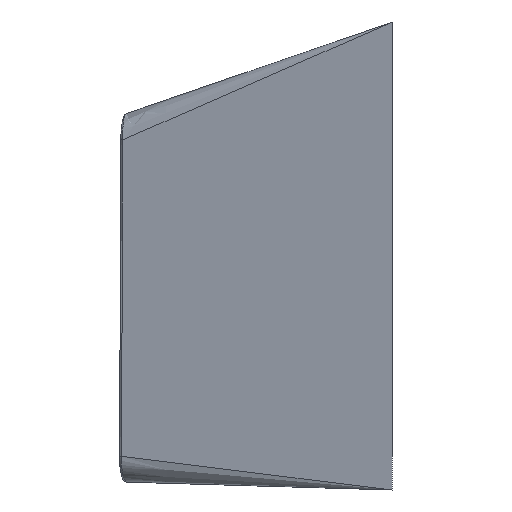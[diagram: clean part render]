
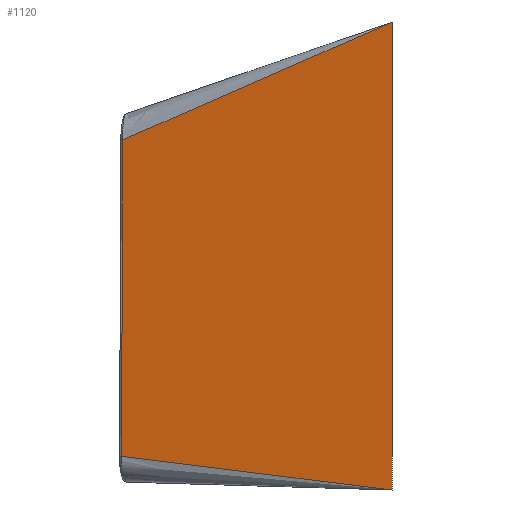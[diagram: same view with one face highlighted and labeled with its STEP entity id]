
A CAD part, left-side view. The second image highlights one B-rep face of the part: STEP entity #1120.
In plain terms, the highlighted free-form (B-spline) face has degree [3, 1] with [6, 2] control points.
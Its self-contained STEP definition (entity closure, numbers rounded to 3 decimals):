
#104 = CARTESIAN_POINT ( 'NONE',  ( 0., 0., 18. ) ) ;
#110 = CARTESIAN_POINT ( 'NONE',  ( 0.981, 3.874, 16.306 ) ) ;
#254 = VERTEX_POINT ( 'NONE', #1369 ) ;
#275 = EDGE_LOOP ( 'NONE', ( #324, #653, #1414, #700 ) ) ;
#276 = B_SPLINE_CURVE_WITH_KNOTS ( 'NONE', 3,
 ( #104, #110, #922, #1042 ),
 .UNSPECIFIED., .F., .F.,
 ( 4, 4 ),
 ( 0., 0.99 ),
 .UNSPECIFIED. ) ;
#324 = ORIENTED_EDGE ( 'NONE', *, *, #769, .T. ) ;
#338 = EDGE_CURVE ( 'NONE', #749, #1329, #994, .T. ) ;
#339 = CARTESIAN_POINT ( 'NONE',  ( 1.857, 7.369, 0.914 ) ) ;
#376 = CARTESIAN_POINT ( 'NONE',  ( 2.65, 10.462, 14.398 ) ) ;
#469 = CARTESIAN_POINT ( 'NONE',  ( 0.981, 3.895, 0.483 ) ) ;
#504 = CARTESIAN_POINT ( 'NONE',  ( 2.65, 10.5, 5.007 ) ) ;
#604 = VERTEX_POINT ( 'NONE', #1654 ) ;
#613 = B_SPLINE_CURVE_WITH_KNOTS ( 'NONE', 3,
 ( #1291, #339, #469, #1419 ),
 .UNSPECIFIED., .F., .F.,
 ( 4, 4 ),
 ( 0.01, 1. ),
 .UNSPECIFIED. ) ;
#625 = CARTESIAN_POINT ( 'NONE',  ( 2.65, 10.51, 2.66 ) ) ;
#636 = CARTESIAN_POINT ( 'NONE',  ( 2.65, 10.52, 0.312 ) ) ;
#641 = CARTESIAN_POINT ( 'NONE',  ( 0., 0., 12. ) ) ;
#653 = ORIENTED_EDGE ( 'NONE', *, *, #1140, .T. ) ;
#677 = CARTESIAN_POINT ( 'NONE',  ( 2.626, 10.413, 3.322 ) ) ;
#700 = ORIENTED_EDGE ( 'NONE', *, *, #338, .F. ) ;
#703 = B_SPLINE_SURFACE_WITH_KNOTS ( 'NONE', 3, 1, ( 
 ( #1179, #636 ),
 ( #1316, #625 ),
 ( #1572, #504 ),
 ( #641, #1589 ),
 ( #1046, #1027 ),
 ( #1734, #376 ) ),
 .UNSPECIFIED., .F., .F., .F.,
 ( 4, 2, 4 ),
 ( 2, 2 ),
 ( 0., 0.5, 1. ),
 ( 0., 1. ),
 .UNSPECIFIED. ) ;
#749 = VERTEX_POINT ( 'NONE', #898 ) ;
#769 = EDGE_CURVE ( 'NONE', #749, #254, #276, .T. ) ;
#779 = CARTESIAN_POINT ( 'NONE',  ( 2.626, 10.373, 13.465 ) ) ;
#898 = CARTESIAN_POINT ( 'NONE',  ( 0., 0., 18. ) ) ;
#921 = VECTOR ( 'NONE', #995, 1000. ) ;
#922 = CARTESIAN_POINT ( 'NONE',  ( 1.857, 7.332, 14.794 ) ) ;
#934 = CARTESIAN_POINT ( 'NONE',  ( 2.626, 10.389, 9.408 ) ) ;
#994 = LINE ( 'NONE', #1519, #921 ) ;
#995 = DIRECTION ( 'NONE',  ( 0., 0., -1. ) ) ;
#1027 = CARTESIAN_POINT ( 'NONE',  ( 2.65, 10.471, 12.05 ) ) ;
#1042 = CARTESIAN_POINT ( 'NONE',  ( 2.626, 10.373, 13.465 ) ) ;
#1046 = CARTESIAN_POINT ( 'NONE',  ( 0., 0., 15. ) ) ;
#1070 = CARTESIAN_POINT ( 'NONE',  ( 2.626, 10.421, 1.293 ) ) ;
#1120 = ADVANCED_FACE ( 'NONE', ( #1699 ), #703, .T. ) ;
#1140 = EDGE_CURVE ( 'NONE', #254, #604, #1325, .T. ) ;
#1179 = CARTESIAN_POINT ( 'NONE',  ( 0., 0., 0. ) ) ;
#1184 = CARTESIAN_POINT ( 'NONE',  ( 2.626, 10.381, 11.436 ) ) ;
#1224 = CARTESIAN_POINT ( 'NONE',  ( 0., 0., 0. ) ) ;
#1291 = CARTESIAN_POINT ( 'NONE',  ( 2.626, 10.421, 1.293 ) ) ;
#1316 = CARTESIAN_POINT ( 'NONE',  ( 0., 0., 3. ) ) ;
#1325 = B_SPLINE_CURVE_WITH_KNOTS ( 'NONE', 3,
 ( #779, #1184, #934, #1759, #1751, #677, #1070 ),
 .UNSPECIFIED., .F., .F.,
 ( 4, 3, 4 ),
 ( 0., 0.006, 0.012 ),
 .UNSPECIFIED. ) ;
#1329 = VERTEX_POINT ( 'NONE', #1224 ) ;
#1369 = CARTESIAN_POINT ( 'NONE',  ( 2.626, 10.373, 13.465 ) ) ;
#1414 = ORIENTED_EDGE ( 'NONE', *, *, #1564, .T. ) ;
#1419 = CARTESIAN_POINT ( 'NONE',  ( 0., 0., 0. ) ) ;
#1519 = CARTESIAN_POINT ( 'NONE',  ( 0., 0., 18. ) ) ;
#1564 = EDGE_CURVE ( 'NONE', #604, #1329, #613, .T. ) ;
#1572 = CARTESIAN_POINT ( 'NONE',  ( 0., 0., 6. ) ) ;
#1589 = CARTESIAN_POINT ( 'NONE',  ( 2.65, 10.481, 9.703 ) ) ;
#1654 = CARTESIAN_POINT ( 'NONE',  ( 2.626, 10.421, 1.293 ) ) ;
#1699 = FACE_OUTER_BOUND ( 'NONE', #275, .T. ) ;
#1734 = CARTESIAN_POINT ( 'NONE',  ( 0., 0., 18. ) ) ;
#1751 = CARTESIAN_POINT ( 'NONE',  ( 2.626, 10.405, 5.351 ) ) ;
#1759 = CARTESIAN_POINT ( 'NONE',  ( 2.626, 10.397, 7.379 ) ) ;
